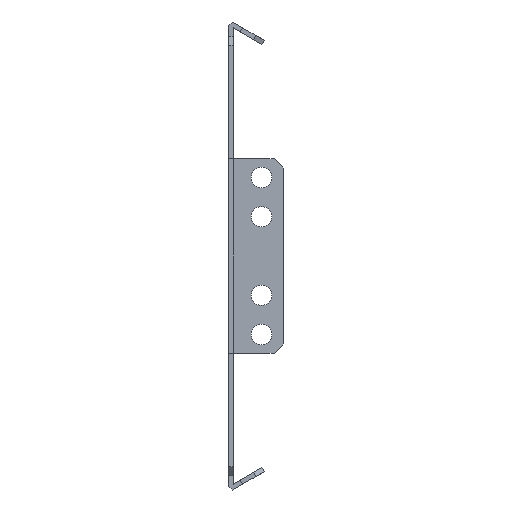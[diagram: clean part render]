
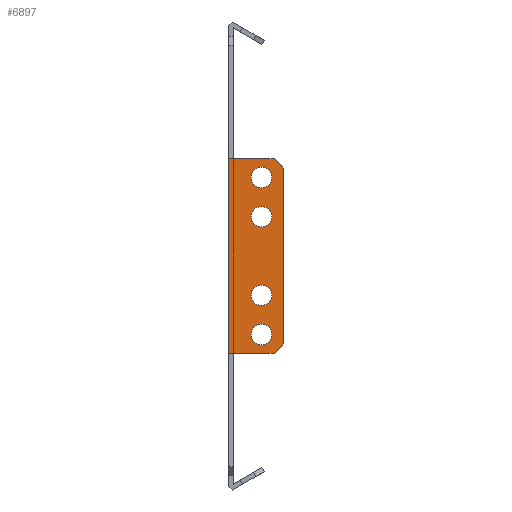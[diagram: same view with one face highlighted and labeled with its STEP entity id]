
A CAD part, front view. The second image highlights one B-rep face of the part: STEP entity #6897.
In plain terms, the highlighted planar face has unit normal (0, -1, 0).
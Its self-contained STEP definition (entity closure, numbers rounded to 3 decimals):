
#92 = DIRECTION ( 'NONE',  ( -1., 0., 0. ) ) ;
#180 = EDGE_CURVE ( 'NONE', #6351, #5971, #4014, .T. ) ;
#228 = EDGE_LOOP ( 'NONE', ( #2111, #3456 ) ) ;
#231 = ORIENTED_EDGE ( 'NONE', *, *, #3144, .T. ) ;
#312 = AXIS2_PLACEMENT_3D ( 'NONE', #7037, #4719, #6478 ) ;
#386 = CIRCLE ( 'NONE', #6896, 3.25 ) ;
#434 = PLANE ( 'NONE',  #7272 ) ;
#470 = CARTESIAN_POINT ( 'NONE',  ( 17.5, -252.75, -28. ) ) ;
#547 = CARTESIAN_POINT ( 'NONE',  ( 13.75, -252.75, -12.5 ) ) ;
#602 = ORIENTED_EDGE ( 'NONE', *, *, #696, .T. ) ;
#696 = EDGE_CURVE ( 'NONE', #1594, #7355, #2413, .T. ) ;
#712 = CIRCLE ( 'NONE', #312, 3.25 ) ;
#830 = ORIENTED_EDGE ( 'NONE', *, *, #4259, .T. ) ;
#849 = LINE ( 'NONE', #3294, #4280 ) ;
#876 = CARTESIAN_POINT ( 'NONE',  ( 2.5, -252.75, -31. ) ) ;
#927 = LINE ( 'NONE', #4607, #6852 ) ;
#980 = VERTEX_POINT ( 'NONE', #4148 ) ;
#993 = CIRCLE ( 'NONE', #3679, 3.25 ) ;
#1005 = FACE_BOUND ( 'NONE', #228, .T. ) ;
#1113 = CARTESIAN_POINT ( 'NONE',  ( 10.5, -252.75, -25. ) ) ;
#1159 = LINE ( 'NONE', #1624, #2029 ) ;
#1288 = DIRECTION ( 'NONE',  ( -1., 0., 0. ) ) ;
#1300 = CARTESIAN_POINT ( 'NONE',  ( 0., -252.75, -31. ) ) ;
#1434 = VERTEX_POINT ( 'NONE', #3471 ) ;
#1567 = AXIS2_PLACEMENT_3D ( 'NONE', #7162, #4067, #2831 ) ;
#1589 = FACE_BOUND ( 'NONE', #6029, .T. ) ;
#1594 = VERTEX_POINT ( 'NONE', #1773 ) ;
#1624 = CARTESIAN_POINT ( 'NONE',  ( 0., -252.75, -31. ) ) ;
#1746 = EDGE_LOOP ( 'NONE', ( #7767, #3371 ) ) ;
#1773 = CARTESIAN_POINT ( 'NONE',  ( 0., -252.75, 31. ) ) ;
#1892 = DIRECTION ( 'NONE',  ( -1., 0., 0. ) ) ;
#2029 = VECTOR ( 'NONE', #7178, 1000. ) ;
#2056 = CARTESIAN_POINT ( 'NONE',  ( 0., -252.75, 31. ) ) ;
#2097 = ORIENTED_EDGE ( 'NONE', *, *, #4443, .F. ) ;
#2111 = ORIENTED_EDGE ( 'NONE', *, *, #6910, .F. ) ;
#2149 = VERTEX_POINT ( 'NONE', #4376 ) ;
#2154 = CARTESIAN_POINT ( 'NONE',  ( 13.75, -252.75, -25. ) ) ;
#2164 = DIRECTION ( 'NONE',  ( -1., 0., 0. ) ) ;
#2201 = CARTESIAN_POINT ( 'NONE',  ( 10.5, -252.75, 25. ) ) ;
#2216 = EDGE_CURVE ( 'NONE', #2149, #6312, #3518, .T. ) ;
#2225 = EDGE_CURVE ( 'NONE', #5971, #6351, #712, .T. ) ;
#2230 = CIRCLE ( 'NONE', #4151, 3.25 ) ;
#2278 = VECTOR ( 'NONE', #1892, 1000. ) ;
#2295 = ORIENTED_EDGE ( 'NONE', *, *, #2701, .T. ) ;
#2307 = AXIS2_PLACEMENT_3D ( 'NONE', #6206, #5010, #92 ) ;
#2413 = LINE ( 'NONE', #4210, #3381 ) ;
#2701 = EDGE_CURVE ( 'NONE', #6309, #1594, #6110, .T. ) ;
#2762 = ORIENTED_EDGE ( 'NONE', *, *, #4365, .T. ) ;
#2774 = DIRECTION ( 'NONE',  ( -1., 0., 0. ) ) ;
#2831 = DIRECTION ( 'NONE',  ( -1., 0., 0. ) ) ;
#2844 = VERTEX_POINT ( 'NONE', #5927 ) ;
#2873 = EDGE_LOOP ( 'NONE', ( #7855, #3899 ) ) ;
#2930 = DIRECTION ( 'NONE',  ( 0., 0., -1. ) ) ;
#3098 = EDGE_CURVE ( 'NONE', #7472, #5290, #2230, .T. ) ;
#3109 = DIRECTION ( 'NONE',  ( -1., 0., 0. ) ) ;
#3144 = EDGE_CURVE ( 'NONE', #6006, #1434, #849, .T. ) ;
#3263 = LINE ( 'NONE', #2056, #2278 ) ;
#3294 = CARTESIAN_POINT ( 'NONE',  ( 14.5, -252.75, 31. ) ) ;
#3371 = ORIENTED_EDGE ( 'NONE', *, *, #2225, .F. ) ;
#3381 = VECTOR ( 'NONE', #2930, 1000. ) ;
#3413 = CARTESIAN_POINT ( 'NONE',  ( 0., -252.75, 0. ) ) ;
#3456 = ORIENTED_EDGE ( 'NONE', *, *, #2216, .F. ) ;
#3471 = CARTESIAN_POINT ( 'NONE',  ( 14.5, -252.75, 31. ) ) ;
#3518 = CIRCLE ( 'NONE', #4288, 3.25 ) ;
#3521 = DIRECTION ( 'NONE',  ( 0.707, 0., 0.707 ) ) ;
#3658 = VERTEX_POINT ( 'NONE', #2154 ) ;
#3679 = AXIS2_PLACEMENT_3D ( 'NONE', #1113, #5913, #5274 ) ;
#3899 = ORIENTED_EDGE ( 'NONE', *, *, #3098, .F. ) ;
#3978 = DIRECTION ( 'NONE',  ( 0., 1., 0. ) ) ;
#4014 = CIRCLE ( 'NONE', #1567, 3.25 ) ;
#4067 = DIRECTION ( 'NONE',  ( 0., -1., 0. ) ) ;
#4087 = DIRECTION ( 'NONE',  ( -1., 0., 0. ) ) ;
#4148 = CARTESIAN_POINT ( 'NONE',  ( 17.5, -252.75, -28. ) ) ;
#4151 = AXIS2_PLACEMENT_3D ( 'NONE', #6756, #5051, #1288 ) ;
#4192 = CARTESIAN_POINT ( 'NONE',  ( 17.5, -252.75, 28. ) ) ;
#4210 = CARTESIAN_POINT ( 'NONE',  ( 0., -252.75, 0. ) ) ;
#4259 = EDGE_CURVE ( 'NONE', #980, #6006, #927, .T. ) ;
#4280 = VECTOR ( 'NONE', #5726, 1000. ) ;
#4283 = CARTESIAN_POINT ( 'NONE',  ( 14.5, -252.75, -31. ) ) ;
#4288 = AXIS2_PLACEMENT_3D ( 'NONE', #2201, #5805, #2164 ) ;
#4344 = CARTESIAN_POINT ( 'NONE',  ( 7.25, -252.75, -12.5 ) ) ;
#4365 = EDGE_CURVE ( 'NONE', #7077, #980, #5390, .T. ) ;
#4376 = CARTESIAN_POINT ( 'NONE',  ( 13.75, -252.75, 25. ) ) ;
#4443 = EDGE_CURVE ( 'NONE', #2844, #3658, #993, .T. ) ;
#4477 = VECTOR ( 'NONE', #7793, 1000. ) ;
#4607 = CARTESIAN_POINT ( 'NONE',  ( 17.5, -252.75, 0. ) ) ;
#4643 = CARTESIAN_POINT ( 'NONE',  ( 10.5, -252.75, 25. ) ) ;
#4719 = DIRECTION ( 'NONE',  ( 0., -1., 0. ) ) ;
#4767 = ORIENTED_EDGE ( 'NONE', *, *, #6072, .F. ) ;
#4910 = DIRECTION ( 'NONE',  ( -1., 0., 0. ) ) ;
#4920 = EDGE_CURVE ( 'NONE', #1434, #6309, #3263, .T. ) ;
#5010 = DIRECTION ( 'NONE',  ( 0., -1., 0. ) ) ;
#5051 = DIRECTION ( 'NONE',  ( 0., -1., 0. ) ) ;
#5123 = CIRCLE ( 'NONE', #2307, 3.25 ) ;
#5243 = FACE_OUTER_BOUND ( 'NONE', #6533, .T. ) ;
#5274 = DIRECTION ( 'NONE',  ( -1., 0., 0. ) ) ;
#5290 = VERTEX_POINT ( 'NONE', #7153 ) ;
#5390 = LINE ( 'NONE', #470, #7614 ) ;
#5418 = CARTESIAN_POINT ( 'NONE',  ( 13.75, -252.75, 12.5 ) ) ;
#5529 = ORIENTED_EDGE ( 'NONE', *, *, #5608, .F. ) ;
#5535 = CARTESIAN_POINT ( 'NONE',  ( 0., -252.75, -31. ) ) ;
#5542 = DIRECTION ( 'NONE',  ( 0., -1., 0. ) ) ;
#5548 = VECTOR ( 'NONE', #3109, 1000. ) ;
#5608 = EDGE_CURVE ( 'NONE', #7292, #7355, #1159, .T. ) ;
#5726 = DIRECTION ( 'NONE',  ( -0.707, 0., 0.707 ) ) ;
#5766 = DIRECTION ( 'NONE',  ( 0., -1., 0. ) ) ;
#5805 = DIRECTION ( 'NONE',  ( 0., -1., 0. ) ) ;
#5867 = AXIS2_PLACEMENT_3D ( 'NONE', #7841, #5542, #4910 ) ;
#5913 = DIRECTION ( 'NONE',  ( 0., -1., 0. ) ) ;
#5927 = CARTESIAN_POINT ( 'NONE',  ( 7.25, -252.75, -25. ) ) ;
#5971 = VERTEX_POINT ( 'NONE', #547 ) ;
#6006 = VERTEX_POINT ( 'NONE', #4192 ) ;
#6029 = EDGE_LOOP ( 'NONE', ( #2097, #4767 ) ) ;
#6072 = EDGE_CURVE ( 'NONE', #3658, #2844, #6258, .T. ) ;
#6100 = CARTESIAN_POINT ( 'NONE',  ( 7.25, -252.75, 25. ) ) ;
#6110 = LINE ( 'NONE', #7886, #5548 ) ;
#6206 = CARTESIAN_POINT ( 'NONE',  ( 10.5, -252.75, 12.5 ) ) ;
#6258 = CIRCLE ( 'NONE', #5867, 3.25 ) ;
#6267 = EDGE_CURVE ( 'NONE', #7292, #7077, #7876, .T. ) ;
#6309 = VERTEX_POINT ( 'NONE', #6651 ) ;
#6312 = VERTEX_POINT ( 'NONE', #6100 ) ;
#6351 = VERTEX_POINT ( 'NONE', #4344 ) ;
#6383 = ORIENTED_EDGE ( 'NONE', *, *, #6267, .T. ) ;
#6408 = FACE_BOUND ( 'NONE', #1746, .T. ) ;
#6478 = DIRECTION ( 'NONE',  ( -1., 0., 0. ) ) ;
#6533 = EDGE_LOOP ( 'NONE', ( #830, #231, #7887, #2295, #602, #5529, #6383, #2762 ) ) ;
#6651 = CARTESIAN_POINT ( 'NONE',  ( 2.5, -252.75, 31. ) ) ;
#6756 = CARTESIAN_POINT ( 'NONE',  ( 10.5, -252.75, 12.5 ) ) ;
#6792 = EDGE_CURVE ( 'NONE', #5290, #7472, #5123, .T. ) ;
#6852 = VECTOR ( 'NONE', #7033, 1000. ) ;
#6896 = AXIS2_PLACEMENT_3D ( 'NONE', #4643, #5766, #4087 ) ;
#6897 = ADVANCED_FACE ( 'NONE', ( #6408, #1589, #7107, #1005, #5243 ), #434, .F. ) ;
#6910 = EDGE_CURVE ( 'NONE', #6312, #2149, #386, .T. ) ;
#7033 = DIRECTION ( 'NONE',  ( 0., 0., 1. ) ) ;
#7037 = CARTESIAN_POINT ( 'NONE',  ( 10.5, -252.75, -12.5 ) ) ;
#7077 = VERTEX_POINT ( 'NONE', #4283 ) ;
#7107 = FACE_BOUND ( 'NONE', #2873, .T. ) ;
#7153 = CARTESIAN_POINT ( 'NONE',  ( 7.25, -252.75, 12.5 ) ) ;
#7162 = CARTESIAN_POINT ( 'NONE',  ( 10.5, -252.75, -12.5 ) ) ;
#7178 = DIRECTION ( 'NONE',  ( -1., 0., 0. ) ) ;
#7272 = AXIS2_PLACEMENT_3D ( 'NONE', #3413, #3978, #2774 ) ;
#7292 = VERTEX_POINT ( 'NONE', #876 ) ;
#7355 = VERTEX_POINT ( 'NONE', #1300 ) ;
#7472 = VERTEX_POINT ( 'NONE', #5418 ) ;
#7614 = VECTOR ( 'NONE', #3521, 1000. ) ;
#7767 = ORIENTED_EDGE ( 'NONE', *, *, #180, .F. ) ;
#7793 = DIRECTION ( 'NONE',  ( 1., 0., 0. ) ) ;
#7841 = CARTESIAN_POINT ( 'NONE',  ( 10.5, -252.75, -25. ) ) ;
#7855 = ORIENTED_EDGE ( 'NONE', *, *, #6792, .F. ) ;
#7876 = LINE ( 'NONE', #5535, #4477 ) ;
#7886 = CARTESIAN_POINT ( 'NONE',  ( 2.5, -252.75, 31. ) ) ;
#7887 = ORIENTED_EDGE ( 'NONE', *, *, #4920, .T. ) ;
